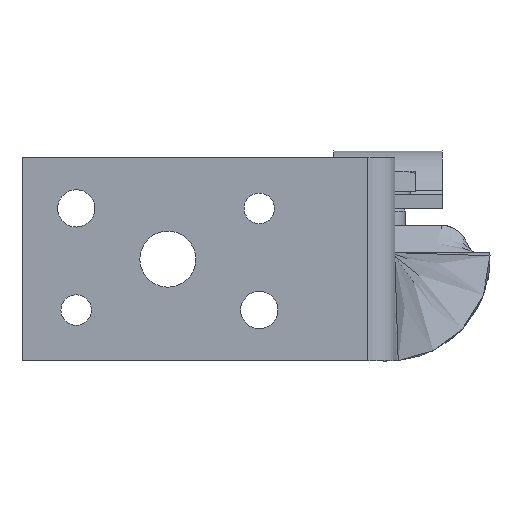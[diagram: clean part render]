
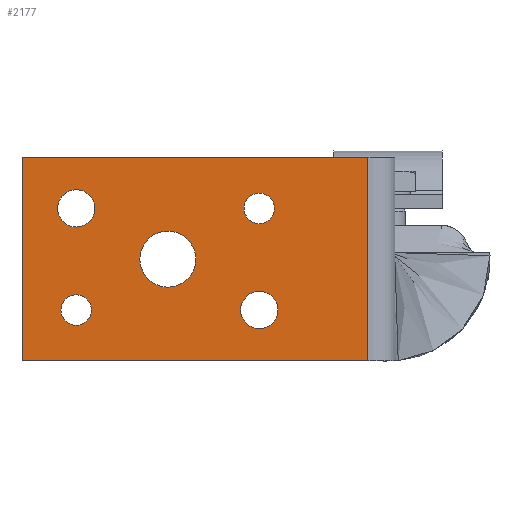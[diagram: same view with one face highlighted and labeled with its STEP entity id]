
A CAD part, front view. The second image highlights one B-rep face of the part: STEP entity #2177.
In plain terms, the highlighted planar face has unit normal (0, -1, 0).
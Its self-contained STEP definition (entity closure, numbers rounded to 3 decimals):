
#189=FACE_BOUND('',#461,.T.);
#190=FACE_BOUND('',#462,.T.);
#191=FACE_BOUND('',#463,.T.);
#192=FACE_BOUND('',#464,.T.);
#193=FACE_BOUND('',#465,.T.);
#230=PLANE('',#2421);
#325=FACE_OUTER_BOUND('',#460,.T.);
#460=EDGE_LOOP('',(#1701,#1702,#1703,#1704));
#461=EDGE_LOOP('',(#1705));
#462=EDGE_LOOP('',(#1706));
#463=EDGE_LOOP('',(#1707));
#464=EDGE_LOOP('',(#1708));
#465=EDGE_LOOP('',(#1709));
#598=LINE('',#4122,#748);
#602=LINE('',#4132,#752);
#608=LINE('',#4147,#758);
#610=LINE('',#4150,#760);
#748=VECTOR('',#2708,10.);
#752=VECTOR('',#2718,2.88);
#758=VECTOR('',#2736,10.);
#760=VECTOR('',#2740,10.);
#847=CIRCLE('',#2390,2.75);
#849=CIRCLE('',#2393,2.25);
#851=CIRCLE('',#2396,2.25);
#853=CIRCLE('',#2399,2.75);
#855=CIRCLE('',#2402,4.125);
#926=VERTEX_POINT('',#3128);
#928=VERTEX_POINT('',#3134);
#930=VERTEX_POINT('',#3140);
#932=VERTEX_POINT('',#3146);
#934=VERTEX_POINT('',#3152);
#998=VERTEX_POINT('',#4120);
#999=VERTEX_POINT('',#4121);
#1002=VERTEX_POINT('',#4130);
#1005=VERTEX_POINT('',#4146);
#1141=EDGE_CURVE('',#926,#926,#847,.T.);
#1144=EDGE_CURVE('',#928,#928,#849,.T.);
#1147=EDGE_CURVE('',#930,#930,#851,.T.);
#1150=EDGE_CURVE('',#932,#932,#853,.T.);
#1153=EDGE_CURVE('',#934,#934,#855,.T.);
#1244=EDGE_CURVE('',#998,#999,#598,.T.);
#1250=EDGE_CURVE('',#1002,#999,#602,.T.);
#1258=EDGE_CURVE('',#998,#1005,#608,.T.);
#1260=EDGE_CURVE('',#1005,#1002,#610,.T.);
#1701=ORIENTED_EDGE('',*,*,#1244,.T.);
#1702=ORIENTED_EDGE('',*,*,#1250,.F.);
#1703=ORIENTED_EDGE('',*,*,#1260,.F.);
#1704=ORIENTED_EDGE('',*,*,#1258,.F.);
#1705=ORIENTED_EDGE('',*,*,#1141,.T.);
#1706=ORIENTED_EDGE('',*,*,#1144,.T.);
#1707=ORIENTED_EDGE('',*,*,#1147,.T.);
#1708=ORIENTED_EDGE('',*,*,#1150,.T.);
#1709=ORIENTED_EDGE('',*,*,#1153,.T.);
#2177=ADVANCED_FACE('',(#325,#189,#190,#191,#192,#193),#230,.T.);
#2390=AXIS2_PLACEMENT_3D('',#3129,#2641,#2642);
#2393=AXIS2_PLACEMENT_3D('',#3135,#2648,#2649);
#2396=AXIS2_PLACEMENT_3D('',#3141,#2655,#2656);
#2399=AXIS2_PLACEMENT_3D('',#3147,#2662,#2663);
#2402=AXIS2_PLACEMENT_3D('',#3153,#2669,#2670);
#2421=AXIS2_PLACEMENT_3D('',#4151,#2741,#2742);
#2641=DIRECTION('center_axis',(0.,1.,0.));
#2642=DIRECTION('ref_axis',(-1.,0.,0.));
#2648=DIRECTION('center_axis',(0.,1.,0.));
#2649=DIRECTION('ref_axis',(-1.,0.,0.));
#2655=DIRECTION('center_axis',(0.,1.,0.));
#2656=DIRECTION('ref_axis',(-1.,0.,0.));
#2662=DIRECTION('center_axis',(0.,1.,0.));
#2663=DIRECTION('ref_axis',(-1.,0.,0.));
#2669=DIRECTION('center_axis',(0.,1.,0.));
#2670=DIRECTION('ref_axis',(-1.,0.,0.));
#2708=DIRECTION('',(0.,0.,1.));
#2718=DIRECTION('',(1.,0.,0.));
#2736=DIRECTION('',(-1.,0.,0.));
#2740=DIRECTION('',(0.,0.,1.));
#2741=DIRECTION('center_axis',(0.,-1.,0.));
#2742=DIRECTION('ref_axis',(0.,0.,-1.));
#3128=CARTESIAN_POINT('',(-16.25,-115.,-10.5));
#3129=CARTESIAN_POINT('Origin',(-19.,-115.,-10.5));
#3134=CARTESIAN_POINT('',(-43.75,-115.,-10.5));
#3135=CARTESIAN_POINT('Origin',(-46.,-115.,-10.5));
#3140=CARTESIAN_POINT('',(-16.75,-115.,4.5));
#3141=CARTESIAN_POINT('Origin',(-19.,-115.,4.5));
#3146=CARTESIAN_POINT('',(-43.25,-115.,4.5));
#3147=CARTESIAN_POINT('Origin',(-46.,-115.,4.5));
#3152=CARTESIAN_POINT('',(-28.375,-115.,-3.));
#3153=CARTESIAN_POINT('Origin',(-32.5,-115.,-3.));
#4120=CARTESIAN_POINT('',(-3.,-115.,-18.));
#4121=CARTESIAN_POINT('',(-3.,-115.,12.));
#4122=CARTESIAN_POINT('',(-3.,-115.,-3.));
#4130=CARTESIAN_POINT('',(-54.,-115.,12.));
#4132=CARTESIAN_POINT('',(6.048,-115.,12.));
#4146=CARTESIAN_POINT('',(-54.,-115.,-18.));
#4147=CARTESIAN_POINT('',(-3.,-115.,-18.));
#4150=CARTESIAN_POINT('',(-54.,-115.,-18.));
#4151=CARTESIAN_POINT('Origin',(-26.238,-115.,-3.));
